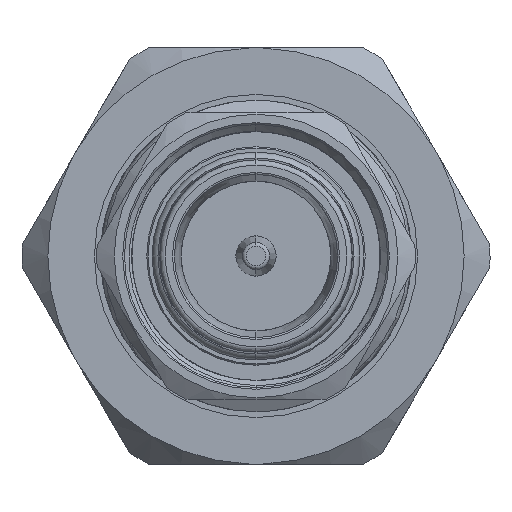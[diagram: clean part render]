
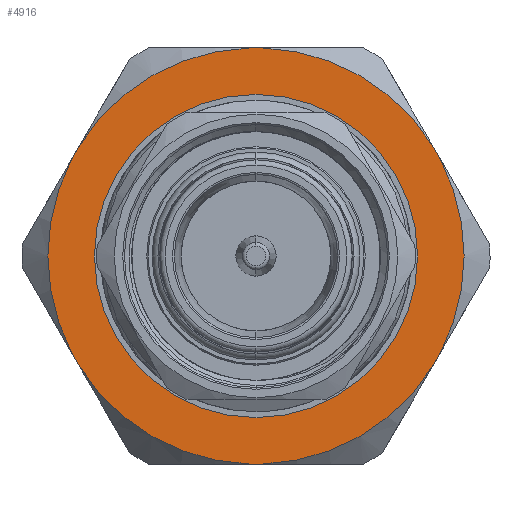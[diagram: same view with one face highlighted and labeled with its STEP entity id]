
A CAD part, left-side view. The second image highlights one B-rep face of the part: STEP entity #4916.
In plain terms, the highlighted face is planar.
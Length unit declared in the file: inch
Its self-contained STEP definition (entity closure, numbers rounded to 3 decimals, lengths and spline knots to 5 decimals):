
#56 = DIRECTION ( 'NONE',  ( 0., 1., 0. ) ) ;
#104 = ORIENTED_EDGE ( 'NONE', *, *, #11474, .F. ) ;
#184 = CARTESIAN_POINT ( 'NONE',  ( 0.46937, -0.53529, 0.33269 ) ) ;
#227 = DIRECTION ( 'NONE',  ( 0., 0., 1. ) ) ;
#284 = VECTOR ( 'NONE', #4316, 39.37008 ) ;
#508 = DIRECTION ( 'NONE',  ( 0., 1., 0. ) ) ;
#720 = LINE ( 'NONE', #10695, #10875 ) ;
#762 = CARTESIAN_POINT ( 'NONE',  ( 0.46937, 0., 0. ) ) ;
#809 = VECTOR ( 'NONE', #10535, 39.37008 ) ;
#840 = FACE_BOUND ( 'NONE', #4575, .T. ) ;
#1064 = CARTESIAN_POINT ( 'NONE',  ( 0.46937, 0., -0.47146 ) ) ;
#1098 = CARTESIAN_POINT ( 'NONE',  ( 0.46937, 0.53529, -0.33269 ) ) ;
#1558 = DIRECTION ( 'NONE',  ( 0., 0., 1. ) ) ;
#1560 = DIRECTION ( 'NONE',  ( 0., -1., 0. ) ) ;
#1573 = CARTESIAN_POINT ( 'NONE',  ( 0.46937, -0.55576, 0.29723 ) ) ;
#1841 = CARTESIAN_POINT ( 'NONE',  ( 0.46937, 0.55576, -0.29723 ) ) ;
#2219 = VERTEX_POINT ( 'NONE', #1573 ) ;
#2265 = AXIS2_PLACEMENT_3D ( 'NONE', #7412, #2852, #5385 ) ;
#2308 = CARTESIAN_POINT ( 'NONE',  ( 0.46937, -0.72737, 0. ) ) ;
#2371 = LINE ( 'NONE', #6037, #2766 ) ;
#2421 = VERTEX_POINT ( 'NONE', #1098 ) ;
#2427 = LINE ( 'NONE', #2308, #809 ) ;
#2523 = CARTESIAN_POINT ( 'NONE',  ( 0.46937, 0., 0. ) ) ;
#2550 = DIRECTION ( 'NONE',  ( -1., 0., 0. ) ) ;
#2583 = LINE ( 'NONE', #6303, #284 ) ;
#2674 = AXIS2_PLACEMENT_3D ( 'NONE', #2748, #4670, #9916 ) ;
#2748 = CARTESIAN_POINT ( 'NONE',  ( 0.46937, 0., 0. ) ) ;
#2766 = VECTOR ( 'NONE', #10716, 39.37008 ) ;
#2779 = CARTESIAN_POINT ( 'NONE',  ( 0.46937, 0.02047, 0.62992 ) ) ;
#2803 = ORIENTED_EDGE ( 'NONE', *, *, #3725, .T. ) ;
#2814 = CARTESIAN_POINT ( 'NONE',  ( 0.46937, 0., 0. ) ) ;
#2829 = ORIENTED_EDGE ( 'NONE', *, *, #3199, .T. ) ;
#2852 = DIRECTION ( 'NONE',  ( -1., 0., 0. ) ) ;
#2989 = CIRCLE ( 'NONE', #4134, 0.47146 ) ;
#3132 = AXIS2_PLACEMENT_3D ( 'NONE', #2814, #8269, #56 ) ;
#3199 = EDGE_CURVE ( 'NONE', #2421, #6267, #9618, .T. ) ;
#3213 = CARTESIAN_POINT ( 'NONE',  ( 0.46937, -0.36369, -0.62992 ) ) ;
#3382 = DIRECTION ( 'NONE',  ( 0., 0., 1. ) ) ;
#3492 = AXIS2_PLACEMENT_3D ( 'NONE', #2523, #8861, #1558 ) ;
#3725 = EDGE_CURVE ( 'NONE', #9885, #10433, #8719, .T. ) ;
#3802 = VERTEX_POINT ( 'NONE', #9836 ) ;
#3946 = CARTESIAN_POINT ( 'NONE',  ( 0.46937, -0.53529, -0.33269 ) ) ;
#3973 = ORIENTED_EDGE ( 'NONE', *, *, #5796, .T. ) ;
#3982 = VERTEX_POINT ( 'NONE', #2779 ) ;
#4134 = AXIS2_PLACEMENT_3D ( 'NONE', #6599, #5643, #227 ) ;
#4263 = VERTEX_POINT ( 'NONE', #8044 ) ;
#4316 = DIRECTION ( 'NONE',  ( 0., -0.5, 0.866 ) ) ;
#4529 = VERTEX_POINT ( 'NONE', #184 ) ;
#4575 = EDGE_LOOP ( 'NONE', ( #9233, #7969 ) ) ;
#4622 = EDGE_CURVE ( 'NONE', #9885, #7467, #8850, .T. ) ;
#4638 = DIRECTION ( 'NONE',  ( -1., 0., 0. ) ) ;
#4652 = CARTESIAN_POINT ( 'NONE',  ( 0.46937, 0., 0. ) ) ;
#4670 = DIRECTION ( 'NONE',  ( -1., 0., 0. ) ) ;
#4727 = CIRCLE ( 'NONE', #2265, 0.63025 ) ;
#4916 = ADVANCED_FACE ( 'NONE', ( #10937, #840 ), #5523, .T. ) ;
#4923 = ORIENTED_EDGE ( 'NONE', *, *, #8811, .F. ) ;
#5009 = ORIENTED_EDGE ( 'NONE', *, *, #11759, .F. ) ;
#5115 = CARTESIAN_POINT ( 'NONE',  ( 0.46937, -0.55576, -0.29723 ) ) ;
#5187 = CARTESIAN_POINT ( 'NONE',  ( 0.46937, 0., 0. ) ) ;
#5384 = EDGE_CURVE ( 'NONE', #3982, #4263, #10285, .T. ) ;
#5385 = DIRECTION ( 'NONE',  ( 0., 0., 1. ) ) ;
#5523 = PLANE ( 'NONE',  #3132 ) ;
#5643 = DIRECTION ( 'NONE',  ( -1., 0., 0. ) ) ;
#5796 = EDGE_CURVE ( 'NONE', #3982, #10536, #720, .T. ) ;
#5995 = CARTESIAN_POINT ( 'NONE',  ( 0.46937, -0.02047, -0.62992 ) ) ;
#6037 = CARTESIAN_POINT ( 'NONE',  ( 0.46937, -0.36369, 0.62992 ) ) ;
#6159 = CARTESIAN_POINT ( 'NONE',  ( 0.46937, 0.02047, -0.62992 ) ) ;
#6267 = VERTEX_POINT ( 'NONE', #1841 ) ;
#6303 = CARTESIAN_POINT ( 'NONE',  ( 0.46937, 0.72737, 0. ) ) ;
#6577 = CARTESIAN_POINT ( 'NONE',  ( 0.46937, -0.02047, 0.62992 ) ) ;
#6599 = CARTESIAN_POINT ( 'NONE',  ( 0.46937, 0., 0. ) ) ;
#6627 = CARTESIAN_POINT ( 'NONE',  ( 0.46937, 0., 0. ) ) ;
#6974 = CIRCLE ( 'NONE', #9268, 0.63025 ) ;
#7151 = AXIS2_PLACEMENT_3D ( 'NONE', #5187, #2550, #3382 ) ;
#7239 = EDGE_CURVE ( 'NONE', #3802, #11688, #7836, .T. ) ;
#7290 = DIRECTION ( 'NONE',  ( 0., 0., 1. ) ) ;
#7345 = VECTOR ( 'NONE', #7716, 39.37008 ) ;
#7412 = CARTESIAN_POINT ( 'NONE',  ( 0.46937, 0., 0. ) ) ;
#7467 = VERTEX_POINT ( 'NONE', #3946 ) ;
#7601 = ORIENTED_EDGE ( 'NONE', *, *, #9527, .T. ) ;
#7613 = CIRCLE ( 'NONE', #7801, 0.63025 ) ;
#7655 = ORIENTED_EDGE ( 'NONE', *, *, #11501, .F. ) ;
#7683 = EDGE_LOOP ( 'NONE', ( #5009, #2829, #4923, #7601, #10431, #3973, #104, #8906, #7655, #9290, #10186, #2803 ) ) ;
#7716 = DIRECTION ( 'NONE',  ( 0., 0.5, 0.866 ) ) ;
#7801 = AXIS2_PLACEMENT_3D ( 'NONE', #4652, #10978, #7290 ) ;
#7836 = CIRCLE ( 'NONE', #2674, 0.47146 ) ;
#7872 = VERTEX_POINT ( 'NONE', #5115 ) ;
#7969 = ORIENTED_EDGE ( 'NONE', *, *, #9600, .T. ) ;
#8044 = CARTESIAN_POINT ( 'NONE',  ( 0.46937, 0.53529, 0.33269 ) ) ;
#8268 = CARTESIAN_POINT ( 'NONE',  ( 0.46937, 0.55576, 0.29723 ) ) ;
#8269 = DIRECTION ( 'NONE',  ( 1., 0., 0. ) ) ;
#8648 = VECTOR ( 'NONE', #508, 39.37008 ) ;
#8664 = VERTEX_POINT ( 'NONE', #8268 ) ;
#8719 = LINE ( 'NONE', #3213, #8648 ) ;
#8811 = EDGE_CURVE ( 'NONE', #8664, #6267, #6974, .T. ) ;
#8850 = CIRCLE ( 'NONE', #3492, 0.63025 ) ;
#8861 = DIRECTION ( 'NONE',  ( -1., 0., 0. ) ) ;
#8906 = ORIENTED_EDGE ( 'NONE', *, *, #9116, .T. ) ;
#9116 = EDGE_CURVE ( 'NONE', #4529, #2219, #2371, .T. ) ;
#9233 = ORIENTED_EDGE ( 'NONE', *, *, #7239, .T. ) ;
#9268 = AXIS2_PLACEMENT_3D ( 'NONE', #762, #10558, #9856 ) ;
#9290 = ORIENTED_EDGE ( 'NONE', *, *, #11714, .T. ) ;
#9527 = EDGE_CURVE ( 'NONE', #8664, #4263, #2583, .T. ) ;
#9600 = EDGE_CURVE ( 'NONE', #11688, #3802, #2989, .T. ) ;
#9618 = LINE ( 'NONE', #11460, #7345 ) ;
#9836 = CARTESIAN_POINT ( 'NONE',  ( 0.46937, 0., 0.47146 ) ) ;
#9856 = DIRECTION ( 'NONE',  ( 0., 0., 1. ) ) ;
#9885 = VERTEX_POINT ( 'NONE', #5995 ) ;
#9916 = DIRECTION ( 'NONE',  ( 0., 0., 1. ) ) ;
#10186 = ORIENTED_EDGE ( 'NONE', *, *, #4622, .F. ) ;
#10285 = CIRCLE ( 'NONE', #11443, 0.63025 ) ;
#10431 = ORIENTED_EDGE ( 'NONE', *, *, #5384, .F. ) ;
#10433 = VERTEX_POINT ( 'NONE', #6159 ) ;
#10535 = DIRECTION ( 'NONE',  ( 0., 0.5, -0.866 ) ) ;
#10536 = VERTEX_POINT ( 'NONE', #6577 ) ;
#10558 = DIRECTION ( 'NONE',  ( -1., 0., 0. ) ) ;
#10564 = CIRCLE ( 'NONE', #7151, 0.63025 ) ;
#10695 = CARTESIAN_POINT ( 'NONE',  ( 0.46937, 0.36369, 0.62992 ) ) ;
#10716 = DIRECTION ( 'NONE',  ( 0., -0.5, -0.866 ) ) ;
#10875 = VECTOR ( 'NONE', #1560, 39.37008 ) ;
#10937 = FACE_OUTER_BOUND ( 'NONE', #7683, .T. ) ;
#10978 = DIRECTION ( 'NONE',  ( -1., 0., 0. ) ) ;
#11087 = DIRECTION ( 'NONE',  ( 0., 0., 1. ) ) ;
#11443 = AXIS2_PLACEMENT_3D ( 'NONE', #6627, #4638, #11087 ) ;
#11460 = CARTESIAN_POINT ( 'NONE',  ( 0.46937, 0.36369, -0.62992 ) ) ;
#11474 = EDGE_CURVE ( 'NONE', #4529, #10536, #7613, .T. ) ;
#11501 = EDGE_CURVE ( 'NONE', #7872, #2219, #4727, .T. ) ;
#11688 = VERTEX_POINT ( 'NONE', #1064 ) ;
#11714 = EDGE_CURVE ( 'NONE', #7872, #7467, #2427, .T. ) ;
#11759 = EDGE_CURVE ( 'NONE', #2421, #10433, #10564, .T. ) ;
